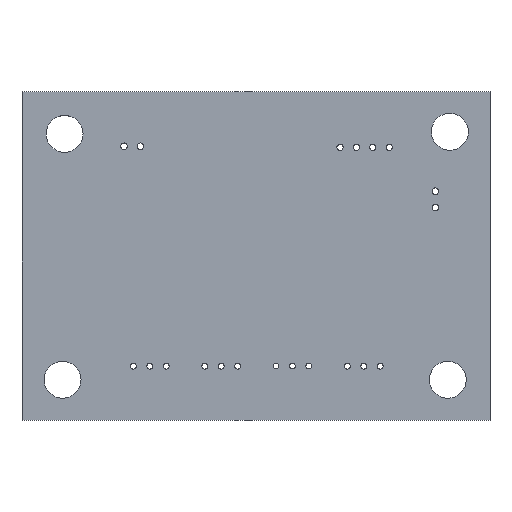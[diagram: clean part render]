
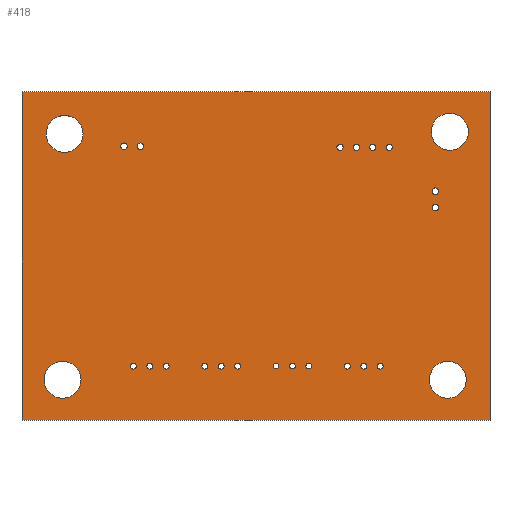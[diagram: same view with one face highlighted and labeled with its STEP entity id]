
A CAD part, top view. The second image highlights one B-rep face of the part: STEP entity #418.
In plain terms, the highlighted planar face has unit normal (0, 0, 1).
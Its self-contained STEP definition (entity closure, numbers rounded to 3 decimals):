
#42 = VERTEX_POINT('',#43);
#43 = CARTESIAN_POINT('',(185.9,-92.7,1.51));
#49 = EDGE_CURVE('',#42,#50,#52,.T.);
#50 = VERTEX_POINT('',#51);
#51 = CARTESIAN_POINT('',(128.8,-92.7,1.51));
#52 = LINE('',#53,#54);
#53 = CARTESIAN_POINT('',(185.9,-92.7,1.51));
#54 = VECTOR('',#55,1.);
#55 = DIRECTION('',(-1.,0.,0.));
#82 = VERTEX_POINT('',#83);
#83 = CARTESIAN_POINT('',(185.9,-52.6,1.51));
#89 = EDGE_CURVE('',#82,#42,#90,.T.);
#90 = LINE('',#91,#92);
#91 = CARTESIAN_POINT('',(185.9,-52.6,1.51));
#92 = VECTOR('',#93,1.);
#93 = DIRECTION('',(0.,-1.,0.));
#111 = EDGE_CURVE('',#50,#112,#114,.T.);
#112 = VERTEX_POINT('',#113);
#113 = CARTESIAN_POINT('',(128.8,-52.6,1.51));
#114 = LINE('',#115,#116);
#115 = CARTESIAN_POINT('',(128.8,-92.7,1.51));
#116 = VECTOR('',#117,1.);
#117 = DIRECTION('',(0.,1.,0.));
#418 = ADVANCED_FACE('',(#419,#430,#441,#452,#463,#474,#485,#496,#507,
    #518,#529,#540,#551,#562,#573,#584,#595,#606,#617,#628,#639,#650,
    #661,#672,#683),#694,.T.);
#419 = FACE_BOUND('',#420,.T.);
#420 = EDGE_LOOP('',(#421,#422,#423,#429));
#421 = ORIENTED_EDGE('',*,*,#49,.F.);
#422 = ORIENTED_EDGE('',*,*,#89,.F.);
#423 = ORIENTED_EDGE('',*,*,#424,.F.);
#424 = EDGE_CURVE('',#112,#82,#425,.T.);
#425 = LINE('',#426,#427);
#426 = CARTESIAN_POINT('',(128.8,-52.6,1.51));
#427 = VECTOR('',#428,1.);
#428 = DIRECTION('',(1.,0.,0.));
#429 = ORIENTED_EDGE('',*,*,#111,.F.);
#430 = FACE_BOUND('',#431,.T.);
#431 = EDGE_LOOP('',(#432));
#432 = ORIENTED_EDGE('',*,*,#433,.T.);
#433 = EDGE_CURVE('',#434,#434,#436,.T.);
#434 = VERTEX_POINT('',#435);
#435 = CARTESIAN_POINT('',(133.75,-90.,1.51));
#436 = CIRCLE('',#437,2.25);
#437 = AXIS2_PLACEMENT_3D('',#438,#439,#440);
#438 = CARTESIAN_POINT('',(133.75,-87.75,1.51));
#439 = DIRECTION('',(-0.,0.,-1.));
#440 = DIRECTION('',(-0.,-1.,0.));
#441 = FACE_BOUND('',#442,.T.);
#442 = EDGE_LOOP('',(#443));
#443 = ORIENTED_EDGE('',*,*,#444,.T.);
#444 = EDGE_CURVE('',#445,#445,#447,.T.);
#445 = VERTEX_POINT('',#446);
#446 = CARTESIAN_POINT('',(142.4,-86.456,1.51));
#447 = CIRCLE('',#448,0.356);
#448 = AXIS2_PLACEMENT_3D('',#449,#450,#451);
#449 = CARTESIAN_POINT('',(142.4,-86.1,1.51));
#450 = DIRECTION('',(-0.,0.,-1.));
#451 = DIRECTION('',(0.,-1.,-0.));
#452 = FACE_BOUND('',#453,.T.);
#453 = EDGE_LOOP('',(#454));
#454 = ORIENTED_EDGE('',*,*,#455,.T.);
#455 = EDGE_CURVE('',#456,#456,#458,.T.);
#456 = VERTEX_POINT('',#457);
#457 = CARTESIAN_POINT('',(144.4,-86.456,1.51));
#458 = CIRCLE('',#459,0.356);
#459 = AXIS2_PLACEMENT_3D('',#460,#461,#462);
#460 = CARTESIAN_POINT('',(144.4,-86.1,1.51));
#461 = DIRECTION('',(-0.,0.,-1.));
#462 = DIRECTION('',(0.,-1.,-0.));
#463 = FACE_BOUND('',#464,.T.);
#464 = EDGE_LOOP('',(#465));
#465 = ORIENTED_EDGE('',*,*,#466,.T.);
#466 = EDGE_CURVE('',#467,#467,#469,.T.);
#467 = VERTEX_POINT('',#468);
#468 = CARTESIAN_POINT('',(146.4,-86.456,1.51));
#469 = CIRCLE('',#470,0.356);
#470 = AXIS2_PLACEMENT_3D('',#471,#472,#473);
#471 = CARTESIAN_POINT('',(146.4,-86.1,1.51));
#472 = DIRECTION('',(-0.,0.,-1.));
#473 = DIRECTION('',(-0.,-1.,0.));
#474 = FACE_BOUND('',#475,.T.);
#475 = EDGE_LOOP('',(#476));
#476 = ORIENTED_EDGE('',*,*,#477,.T.);
#477 = EDGE_CURVE('',#478,#478,#480,.T.);
#478 = VERTEX_POINT('',#479);
#479 = CARTESIAN_POINT('',(151.1,-86.456,1.51));
#480 = CIRCLE('',#481,0.356);
#481 = AXIS2_PLACEMENT_3D('',#482,#483,#484);
#482 = CARTESIAN_POINT('',(151.1,-86.1,1.51));
#483 = DIRECTION('',(-0.,0.,-1.));
#484 = DIRECTION('',(-0.,-1.,0.));
#485 = FACE_BOUND('',#486,.T.);
#486 = EDGE_LOOP('',(#487));
#487 = ORIENTED_EDGE('',*,*,#488,.T.);
#488 = EDGE_CURVE('',#489,#489,#491,.T.);
#489 = VERTEX_POINT('',#490);
#490 = CARTESIAN_POINT('',(153.1,-86.456,1.51));
#491 = CIRCLE('',#492,0.356);
#492 = AXIS2_PLACEMENT_3D('',#493,#494,#495);
#493 = CARTESIAN_POINT('',(153.1,-86.1,1.51));
#494 = DIRECTION('',(-0.,0.,-1.));
#495 = DIRECTION('',(-0.,-1.,0.));
#496 = FACE_BOUND('',#497,.T.);
#497 = EDGE_LOOP('',(#498));
#498 = ORIENTED_EDGE('',*,*,#499,.T.);
#499 = EDGE_CURVE('',#500,#500,#502,.T.);
#500 = VERTEX_POINT('',#501);
#501 = CARTESIAN_POINT('',(155.1,-86.456,1.51));
#502 = CIRCLE('',#503,0.356);
#503 = AXIS2_PLACEMENT_3D('',#504,#505,#506);
#504 = CARTESIAN_POINT('',(155.1,-86.1,1.51));
#505 = DIRECTION('',(-0.,0.,-1.));
#506 = DIRECTION('',(0.,-1.,0.));
#507 = FACE_BOUND('',#508,.T.);
#508 = EDGE_LOOP('',(#509));
#509 = ORIENTED_EDGE('',*,*,#510,.T.);
#510 = EDGE_CURVE('',#511,#511,#513,.T.);
#511 = VERTEX_POINT('',#512);
#512 = CARTESIAN_POINT('',(159.8,-86.438,1.51));
#513 = CIRCLE('',#514,0.356);
#514 = AXIS2_PLACEMENT_3D('',#515,#516,#517);
#515 = CARTESIAN_POINT('',(159.8,-86.083,1.51));
#516 = DIRECTION('',(-0.,0.,-1.));
#517 = DIRECTION('',(-0.,-1.,0.));
#518 = FACE_BOUND('',#519,.T.);
#519 = EDGE_LOOP('',(#520));
#520 = ORIENTED_EDGE('',*,*,#521,.T.);
#521 = EDGE_CURVE('',#522,#522,#524,.T.);
#522 = VERTEX_POINT('',#523);
#523 = CARTESIAN_POINT('',(161.8,-86.438,1.51));
#524 = CIRCLE('',#525,0.356);
#525 = AXIS2_PLACEMENT_3D('',#526,#527,#528);
#526 = CARTESIAN_POINT('',(161.8,-86.083,1.51));
#527 = DIRECTION('',(-0.,0.,-1.));
#528 = DIRECTION('',(-0.,-1.,0.));
#529 = FACE_BOUND('',#530,.T.);
#530 = EDGE_LOOP('',(#531));
#531 = ORIENTED_EDGE('',*,*,#532,.T.);
#532 = EDGE_CURVE('',#533,#533,#535,.T.);
#533 = VERTEX_POINT('',#534);
#534 = CARTESIAN_POINT('',(163.8,-86.438,1.51));
#535 = CIRCLE('',#536,0.356);
#536 = AXIS2_PLACEMENT_3D('',#537,#538,#539);
#537 = CARTESIAN_POINT('',(163.8,-86.083,1.51));
#538 = DIRECTION('',(-0.,0.,-1.));
#539 = DIRECTION('',(-0.,-1.,0.));
#540 = FACE_BOUND('',#541,.T.);
#541 = EDGE_LOOP('',(#542));
#542 = ORIENTED_EDGE('',*,*,#543,.T.);
#543 = EDGE_CURVE('',#544,#544,#546,.T.);
#544 = VERTEX_POINT('',#545);
#545 = CARTESIAN_POINT('',(168.5,-86.456,1.51));
#546 = CIRCLE('',#547,0.356);
#547 = AXIS2_PLACEMENT_3D('',#548,#549,#550);
#548 = CARTESIAN_POINT('',(168.5,-86.1,1.51));
#549 = DIRECTION('',(-0.,0.,-1.));
#550 = DIRECTION('',(-0.,-1.,0.));
#551 = FACE_BOUND('',#552,.T.);
#552 = EDGE_LOOP('',(#553));
#553 = ORIENTED_EDGE('',*,*,#554,.T.);
#554 = EDGE_CURVE('',#555,#555,#557,.T.);
#555 = VERTEX_POINT('',#556);
#556 = CARTESIAN_POINT('',(170.5,-86.456,1.51));
#557 = CIRCLE('',#558,0.356);
#558 = AXIS2_PLACEMENT_3D('',#559,#560,#561);
#559 = CARTESIAN_POINT('',(170.5,-86.1,1.51));
#560 = DIRECTION('',(-0.,0.,-1.));
#561 = DIRECTION('',(-0.,-1.,0.));
#562 = FACE_BOUND('',#563,.T.);
#563 = EDGE_LOOP('',(#564));
#564 = ORIENTED_EDGE('',*,*,#565,.T.);
#565 = EDGE_CURVE('',#566,#566,#568,.T.);
#566 = VERTEX_POINT('',#567);
#567 = CARTESIAN_POINT('',(172.5,-86.456,1.51));
#568 = CIRCLE('',#569,0.356);
#569 = AXIS2_PLACEMENT_3D('',#570,#571,#572);
#570 = CARTESIAN_POINT('',(172.5,-86.1,1.51));
#571 = DIRECTION('',(-0.,0.,-1.));
#572 = DIRECTION('',(-0.,-1.,0.));
#573 = FACE_BOUND('',#574,.T.);
#574 = EDGE_LOOP('',(#575));
#575 = ORIENTED_EDGE('',*,*,#576,.T.);
#576 = EDGE_CURVE('',#577,#577,#579,.T.);
#577 = VERTEX_POINT('',#578);
#578 = CARTESIAN_POINT('',(180.75,-90.,1.51));
#579 = CIRCLE('',#580,2.25);
#580 = AXIS2_PLACEMENT_3D('',#581,#582,#583);
#581 = CARTESIAN_POINT('',(180.75,-87.75,1.51));
#582 = DIRECTION('',(-0.,0.,-1.));
#583 = DIRECTION('',(-0.,-1.,0.));
#584 = FACE_BOUND('',#585,.T.);
#585 = EDGE_LOOP('',(#586));
#586 = ORIENTED_EDGE('',*,*,#587,.T.);
#587 = EDGE_CURVE('',#588,#588,#590,.T.);
#588 = VERTEX_POINT('',#589);
#589 = CARTESIAN_POINT('',(134.,-60.,1.51));
#590 = CIRCLE('',#591,2.25);
#591 = AXIS2_PLACEMENT_3D('',#592,#593,#594);
#592 = CARTESIAN_POINT('',(134.,-57.75,1.51));
#593 = DIRECTION('',(-0.,0.,-1.));
#594 = DIRECTION('',(-0.,-1.,0.));
#595 = FACE_BOUND('',#596,.T.);
#596 = EDGE_LOOP('',(#597));
#597 = ORIENTED_EDGE('',*,*,#598,.T.);
#598 = EDGE_CURVE('',#599,#599,#601,.T.);
#599 = VERTEX_POINT('',#600);
#600 = CARTESIAN_POINT('',(141.25,-59.674,1.51));
#601 = CIRCLE('',#602,0.406);
#602 = AXIS2_PLACEMENT_3D('',#603,#604,#605);
#603 = CARTESIAN_POINT('',(141.25,-59.267,1.51));
#604 = DIRECTION('',(-0.,0.,-1.));
#605 = DIRECTION('',(-0.,-1.,0.));
#606 = FACE_BOUND('',#607,.T.);
#607 = EDGE_LOOP('',(#608));
#608 = ORIENTED_EDGE('',*,*,#609,.T.);
#609 = EDGE_CURVE('',#610,#610,#612,.T.);
#610 = VERTEX_POINT('',#611);
#611 = CARTESIAN_POINT('',(143.25,-59.674,1.51));
#612 = CIRCLE('',#613,0.406);
#613 = AXIS2_PLACEMENT_3D('',#614,#615,#616);
#614 = CARTESIAN_POINT('',(143.25,-59.267,1.51));
#615 = DIRECTION('',(-0.,0.,-1.));
#616 = DIRECTION('',(-0.,-1.,0.));
#617 = FACE_BOUND('',#618,.T.);
#618 = EDGE_LOOP('',(#619));
#619 = ORIENTED_EDGE('',*,*,#620,.T.);
#620 = EDGE_CURVE('',#621,#621,#623,.T.);
#621 = VERTEX_POINT('',#622);
#622 = CARTESIAN_POINT('',(179.233,-67.156,1.51));
#623 = CIRCLE('',#624,0.406);
#624 = AXIS2_PLACEMENT_3D('',#625,#626,#627);
#625 = CARTESIAN_POINT('',(179.233,-66.75,1.51));
#626 = DIRECTION('',(-0.,0.,-1.));
#627 = DIRECTION('',(-0.,-1.,0.));
#628 = FACE_BOUND('',#629,.T.);
#629 = EDGE_LOOP('',(#630));
#630 = ORIENTED_EDGE('',*,*,#631,.T.);
#631 = EDGE_CURVE('',#632,#632,#634,.T.);
#632 = VERTEX_POINT('',#633);
#633 = CARTESIAN_POINT('',(179.233,-65.156,1.51));
#634 = CIRCLE('',#635,0.406);
#635 = AXIS2_PLACEMENT_3D('',#636,#637,#638);
#636 = CARTESIAN_POINT('',(179.233,-64.75,1.51));
#637 = DIRECTION('',(-0.,0.,-1.));
#638 = DIRECTION('',(-0.,-1.,0.));
#639 = FACE_BOUND('',#640,.T.);
#640 = EDGE_LOOP('',(#641));
#641 = ORIENTED_EDGE('',*,*,#642,.T.);
#642 = EDGE_CURVE('',#643,#643,#645,.T.);
#643 = VERTEX_POINT('',#644);
#644 = CARTESIAN_POINT('',(167.6,-59.781,1.51));
#645 = CIRCLE('',#646,0.381);
#646 = AXIS2_PLACEMENT_3D('',#647,#648,#649);
#647 = CARTESIAN_POINT('',(167.6,-59.4,1.51));
#648 = DIRECTION('',(-0.,0.,-1.));
#649 = DIRECTION('',(-0.,-1.,0.));
#650 = FACE_BOUND('',#651,.T.);
#651 = EDGE_LOOP('',(#652));
#652 = ORIENTED_EDGE('',*,*,#653,.T.);
#653 = EDGE_CURVE('',#654,#654,#656,.T.);
#654 = VERTEX_POINT('',#655);
#655 = CARTESIAN_POINT('',(169.6,-59.781,1.51));
#656 = CIRCLE('',#657,0.381);
#657 = AXIS2_PLACEMENT_3D('',#658,#659,#660);
#658 = CARTESIAN_POINT('',(169.6,-59.4,1.51));
#659 = DIRECTION('',(-0.,0.,-1.));
#660 = DIRECTION('',(-0.,-1.,0.));
#661 = FACE_BOUND('',#662,.T.);
#662 = EDGE_LOOP('',(#663));
#663 = ORIENTED_EDGE('',*,*,#664,.T.);
#664 = EDGE_CURVE('',#665,#665,#667,.T.);
#665 = VERTEX_POINT('',#666);
#666 = CARTESIAN_POINT('',(171.6,-59.781,1.51));
#667 = CIRCLE('',#668,0.381);
#668 = AXIS2_PLACEMENT_3D('',#669,#670,#671);
#669 = CARTESIAN_POINT('',(171.6,-59.4,1.51));
#670 = DIRECTION('',(-0.,0.,-1.));
#671 = DIRECTION('',(-0.,-1.,0.));
#672 = FACE_BOUND('',#673,.T.);
#673 = EDGE_LOOP('',(#674));
#674 = ORIENTED_EDGE('',*,*,#675,.T.);
#675 = EDGE_CURVE('',#676,#676,#678,.T.);
#676 = VERTEX_POINT('',#677);
#677 = CARTESIAN_POINT('',(173.6,-59.781,1.51));
#678 = CIRCLE('',#679,0.381);
#679 = AXIS2_PLACEMENT_3D('',#680,#681,#682);
#680 = CARTESIAN_POINT('',(173.6,-59.4,1.51));
#681 = DIRECTION('',(-0.,0.,-1.));
#682 = DIRECTION('',(-0.,-1.,0.));
#683 = FACE_BOUND('',#684,.T.);
#684 = EDGE_LOOP('',(#685));
#685 = ORIENTED_EDGE('',*,*,#686,.T.);
#686 = EDGE_CURVE('',#687,#687,#689,.T.);
#687 = VERTEX_POINT('',#688);
#688 = CARTESIAN_POINT('',(181.,-59.75,1.51));
#689 = CIRCLE('',#690,2.25);
#690 = AXIS2_PLACEMENT_3D('',#691,#692,#693);
#691 = CARTESIAN_POINT('',(181.,-57.5,1.51));
#692 = DIRECTION('',(-0.,0.,-1.));
#693 = DIRECTION('',(-0.,-1.,0.));
#694 = PLANE('',#695);
#695 = AXIS2_PLACEMENT_3D('',#696,#697,#698);
#696 = CARTESIAN_POINT('',(0.,0.,1.51));
#697 = DIRECTION('',(0.,0.,1.));
#698 = DIRECTION('',(1.,0.,-0.));
